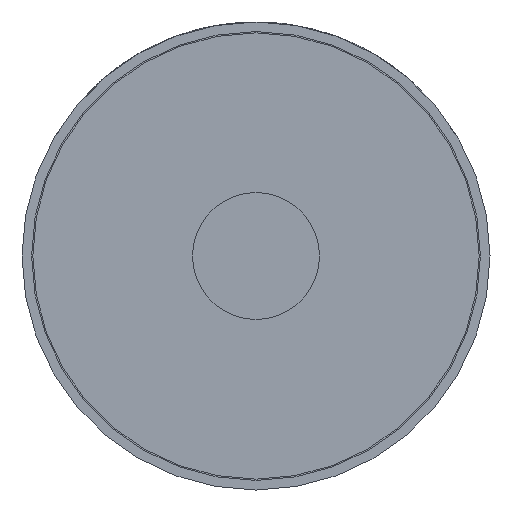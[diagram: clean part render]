
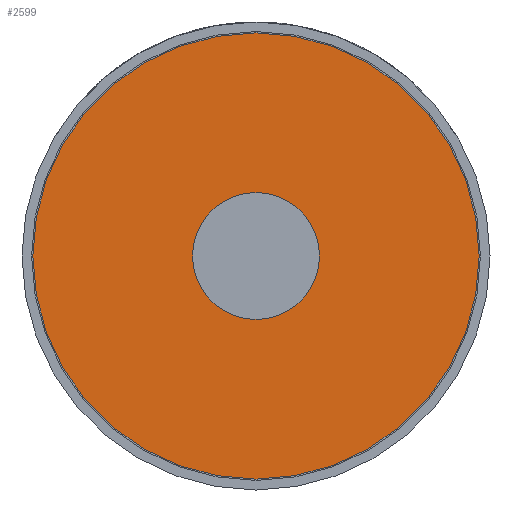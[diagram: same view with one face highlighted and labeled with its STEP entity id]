
A CAD part, front view. The second image highlights one B-rep face of the part: STEP entity #2599.
In plain terms, the highlighted planar face has unit normal (0, -1, 0).
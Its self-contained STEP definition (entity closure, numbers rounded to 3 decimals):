
#47 = EDGE_CURVE ( 'Defeature ausgef�hrt1_4+Defeature ausgef�hrt1_14+Defeature ausgef�hrt1_14+Defeature ausgef�hrt1_14', #2612, #4413, #3739, .T. ) ;
#867 = CARTESIAN_POINT ( 'NONE',  ( 0.037, 0.053, 0. ) ) ;
#986 = EDGE_LOOP ( 'NONE', ( #3743, #4195 ) ) ;
#1229 = CARTESIAN_POINT ( 'NONE',  ( 0.037, 0.053, 0. ) ) ;
#1412 = DIRECTION ( 'NONE',  ( 0., 0., -1. ) ) ;
#1621 = DIRECTION ( 'NONE',  ( 0., 0., -1. ) ) ;
#1631 = CARTESIAN_POINT ( 'NONE',  ( 0.037, 0.053, -0.37 ) ) ;
#1854 = EDGE_CURVE ( 'Defeature ausgef�hrt1_4+Defeature ausgef�hrt1_14+Defeature ausgef�hrt1_14+Defeature ausgef�hrt1_14', #4413, #2612, #3287, .T. ) ;
#1865 = ORIENTED_EDGE ( 'NONE', *, *, #1854, .T. ) ;
#1886 = CARTESIAN_POINT ( 'NONE',  ( 0.037, 0.053, 0. ) ) ;
#2272 = ORIENTED_EDGE ( 'NONE', *, *, #47, .T. ) ;
#2599 = ADVANCED_FACE ( 'Defeature ausgef�hrt1_4', ( #4297, #4695 ), #5567, .T. ) ;
#2612 = VERTEX_POINT ( 'NONE', #5048 ) ;
#2613 = AXIS2_PLACEMENT_3D ( 'NONE', #867, #4361, #4325 ) ;
#2737 = CARTESIAN_POINT ( 'NONE',  ( 0.037, 0.053, 0. ) ) ;
#2766 = AXIS2_PLACEMENT_3D ( 'NONE', #1886, #3131, #3537 ) ;
#2856 = CIRCLE ( 'NONE', #3884, 1.74 ) ;
#3083 = CARTESIAN_POINT ( 'NONE',  ( 0.037, 0.053, 0. ) ) ;
#3131 = DIRECTION ( 'NONE',  ( 0., 1., 0. ) ) ;
#3159 = DIRECTION ( 'NONE',  ( 0., -1., 0. ) ) ;
#3287 = CIRCLE ( 'NONE', #2613, 0.37 ) ;
#3358 = DIRECTION ( 'NONE',  ( 0., -1., 0. ) ) ;
#3362 = VERTEX_POINT ( 'NONE', #4640 ) ;
#3537 = DIRECTION ( 'NONE',  ( 0., 0., 1. ) ) ;
#3739 = CIRCLE ( 'NONE', #2766, 0.37 ) ;
#3743 = ORIENTED_EDGE ( 'NONE', *, *, #4772, .T. ) ;
#3884 = AXIS2_PLACEMENT_3D ( 'NONE', #3083, #3159, #3951 ) ;
#3951 = DIRECTION ( 'NONE',  ( 0., 0., -1. ) ) ;
#3992 = DIRECTION ( 'NONE',  ( 0., -1., 0. ) ) ;
#4166 = EDGE_CURVE ( 'Defeature ausgef�hrt1_4+Defeature ausgef�hrt1_5+Defeature ausgef�hrt1_5+Defeature ausgef�hrt1_5', #5235, #3362, #2856, .T. ) ;
#4195 = ORIENTED_EDGE ( 'NONE', *, *, #4166, .T. ) ;
#4218 = AXIS2_PLACEMENT_3D ( 'NONE', #1229, #3358, #1621 ) ;
#4297 = FACE_BOUND ( 'NONE', #5187, .T. ) ;
#4325 = DIRECTION ( 'NONE',  ( 0., 0., 1. ) ) ;
#4361 = DIRECTION ( 'NONE',  ( 0., 1., 0. ) ) ;
#4392 = CIRCLE ( 'NONE', #4660, 1.74 ) ;
#4413 = VERTEX_POINT ( 'NONE', #1631 ) ;
#4640 = CARTESIAN_POINT ( 'NONE',  ( 0.037, 0.053, -1.74 ) ) ;
#4660 = AXIS2_PLACEMENT_3D ( 'NONE', #2737, #3992, #1412 ) ;
#4695 = FACE_OUTER_BOUND ( 'NONE', #986, .T. ) ;
#4772 = EDGE_CURVE ( 'Defeature ausgef�hrt1_4+Defeature ausgef�hrt1_5+Defeature ausgef�hrt1_5+Defeature ausgef�hrt1_5', #3362, #5235, #4392, .T. ) ;
#5048 = CARTESIAN_POINT ( 'NONE',  ( 0.037, 0.053, 0.37 ) ) ;
#5187 = EDGE_LOOP ( 'NONE', ( #2272, #1865 ) ) ;
#5235 = VERTEX_POINT ( 'NONE', #5297 ) ;
#5297 = CARTESIAN_POINT ( 'NONE',  ( 0.037, 0.053, 1.74 ) ) ;
#5567 = PLANE ( 'NONE',  #4218 ) ;
